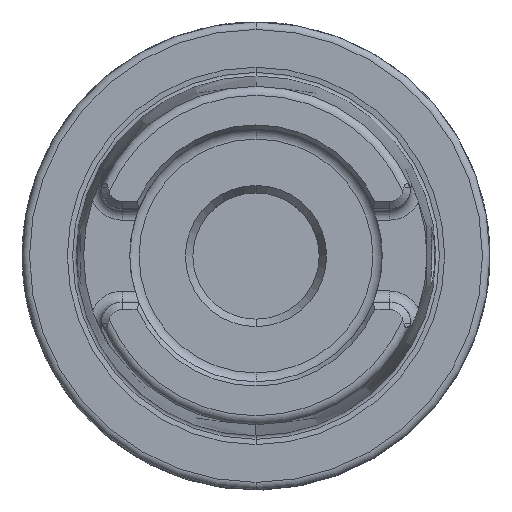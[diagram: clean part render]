
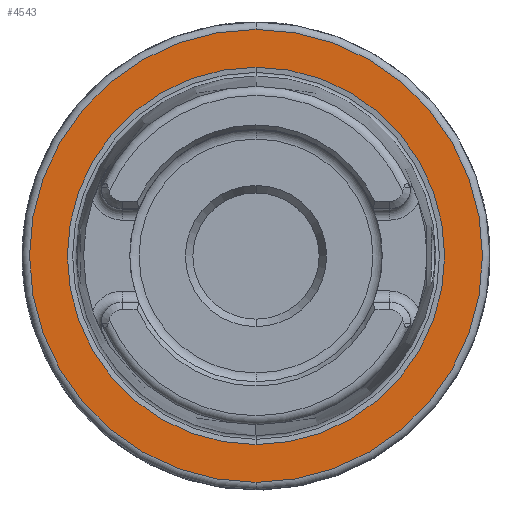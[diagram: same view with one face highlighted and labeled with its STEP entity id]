
A CAD part, top view. The second image highlights one B-rep face of the part: STEP entity #4543.
In plain terms, the highlighted planar face has unit normal (0, 0, 1).
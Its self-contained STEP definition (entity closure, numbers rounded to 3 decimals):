
#1264=CARTESIAN_POINT('',(0,0,26));
#1265=DIRECTION('',(0,0,-1));
#1266=DIRECTION('',(0,1,0));
#1267=AXIS2_PLACEMENT_3D('',#1264,#1265,#1266);
#1277=CARTESIAN_POINT('',(0,0,26));
#1278=DIRECTION('',(0,0,1));
#1279=DIRECTION('',(0,1,0));
#1280=AXIS2_PLACEMENT_3D('',#1277,#1278,#1279);
#1282=CARTESIAN_POINT('',(0,0,26));
#1283=DIRECTION('',(0,0,1));
#1284=DIRECTION('',(0,1,0));
#1285=AXIS2_PLACEMENT_3D('',#1282,#1283,#1284);
#1287=CARTESIAN_POINT('',(0,0,26));
#1288=DIRECTION('',(0,0,1));
#1289=DIRECTION('',(0,-1,0));
#1290=AXIS2_PLACEMENT_3D('',#1287,#1288,#1289);
#2754=CARTESIAN_POINT('',(0,25.409,26));
#2756=VERTEX_POINT('',#2754);
#2790=CARTESIAN_POINT('',(0,-25.409,26));
#2792=VERTEX_POINT('',#2790);
#2856=CARTESIAN_POINT('',(0,30.5,26));
#2857=CARTESIAN_POINT('',(0,-30.5,26));
#2858=VERTEX_POINT('',#2856);
#2859=VERTEX_POINT('',#2857);
#4528=CARTESIAN_POINT('',(0,0,26));
#4529=DIRECTION('',(0,0,-1));
#4530=DIRECTION('',(0,-1,0));
#4531=AXIS2_PLACEMENT_3D('',#4528,#4529,#4530);
#4532=PLANE('',#4531);
#4534=ORIENTED_EDGE('',*,*,#4533,.F.);
#4536=ORIENTED_EDGE('',*,*,#4535,.F.);
#4537=EDGE_LOOP('',(#4534,#4536));
#4538=FACE_OUTER_BOUND('',#4537,.F.);
#4539=ORIENTED_EDGE('',*,*,#4523,.T.);
#4540=ORIENTED_EDGE('',*,*,#4507,.F.);
#4541=EDGE_LOOP('',(#4539,#4540));
#4542=FACE_BOUND('',#4541,.F.);
#4543=ADVANCED_FACE('',(#4538,#4542),#4532,.F.);
#1268=CIRCLE('',#1267,25.409);
#1281=CIRCLE('',#1280,25.409);
#1286=CIRCLE('',#1285,30.5);
#1291=CIRCLE('',#1290,30.5);
#4507=EDGE_CURVE('',#2756,#2792,#1268,.T.);
#4523=EDGE_CURVE('',#2756,#2792,#1281,.T.);
#4533=EDGE_CURVE('',#2858,#2859,#1286,.T.);
#4535=EDGE_CURVE('',#2859,#2858,#1291,.T.);
